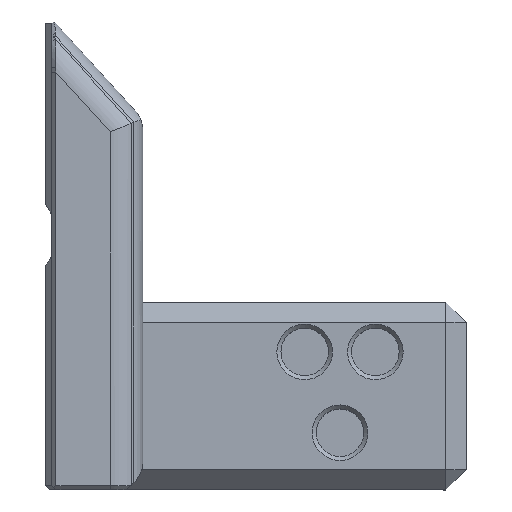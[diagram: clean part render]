
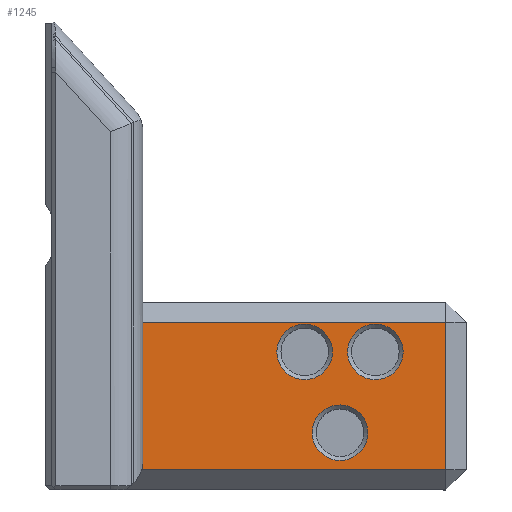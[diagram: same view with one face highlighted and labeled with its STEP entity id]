
A CAD part, top view. The second image highlights one B-rep face of the part: STEP entity #1245.
In plain terms, the highlighted face is planar.
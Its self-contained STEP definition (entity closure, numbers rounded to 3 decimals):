
#79=FACE_BOUND('',#215,.T.);
#80=FACE_BOUND('',#216,.T.);
#81=FACE_BOUND('',#217,.T.);
#85=PLANE('',#1341);
#135=FACE_OUTER_BOUND('',#214,.T.);
#214=EDGE_LOOP('',(#876,#877,#878,#879,#880));
#215=EDGE_LOOP('',(#881));
#216=EDGE_LOOP('',(#882));
#217=EDGE_LOOP('',(#883));
#299=LINE('',#1809,#428);
#300=LINE('',#1811,#429);
#301=LINE('',#1813,#430);
#302=LINE('',#1815,#431);
#428=VECTOR('',#1460,10.);
#429=VECTOR('',#1461,10.);
#430=VECTOR('',#1462,10.);
#431=VECTOR('',#1463,10.);
#557=CIRCLE('',#1340,2.75);
#558=CIRCLE('',#1342,3.);
#559=CIRCLE('',#1343,2.75);
#560=CIRCLE('',#1344,2.75);
#578=VERTEX_POINT('',#1803);
#579=VERTEX_POINT('',#1807);
#580=VERTEX_POINT('',#1808);
#581=VERTEX_POINT('',#1810);
#582=VERTEX_POINT('',#1812);
#583=VERTEX_POINT('',#1814);
#584=VERTEX_POINT('',#1817);
#585=VERTEX_POINT('',#1819);
#690=EDGE_CURVE('',#578,#578,#557,.T.);
#691=EDGE_CURVE('',#579,#580,#299,.T.);
#692=EDGE_CURVE('',#581,#579,#300,.T.);
#693=EDGE_CURVE('',#582,#581,#301,.T.);
#694=EDGE_CURVE('',#582,#583,#302,.F.);
#695=EDGE_CURVE('',#583,#580,#558,.F.);
#696=EDGE_CURVE('',#584,#584,#559,.T.);
#697=EDGE_CURVE('',#585,#585,#560,.T.);
#876=ORIENTED_EDGE('',*,*,#691,.F.);
#877=ORIENTED_EDGE('',*,*,#692,.F.);
#878=ORIENTED_EDGE('',*,*,#693,.F.);
#879=ORIENTED_EDGE('',*,*,#694,.T.);
#880=ORIENTED_EDGE('',*,*,#695,.T.);
#881=ORIENTED_EDGE('',*,*,#696,.F.);
#882=ORIENTED_EDGE('',*,*,#697,.F.);
#883=ORIENTED_EDGE('',*,*,#690,.F.);
#1245=ADVANCED_FACE('',(#135,#79,#80,#81),#85,.F.);
#1340=AXIS2_PLACEMENT_3D('',#1805,#1456,#1457);
#1341=AXIS2_PLACEMENT_3D('',#1806,#1458,#1459);
#1342=AXIS2_PLACEMENT_3D('',#1816,#1464,#1465);
#1343=AXIS2_PLACEMENT_3D('',#1818,#1466,#1467);
#1344=AXIS2_PLACEMENT_3D('',#1820,#1468,#1469);
#1456=DIRECTION('center_axis',(0.,0.,
-1.));
#1457=DIRECTION('ref_axis',(1.,0.,0.));
#1458=DIRECTION('center_axis',(0.,0.,
1.));
#1459=DIRECTION('ref_axis',(-1.,0.,0.));
#1460=DIRECTION('',(1.,0.,0.));
#1461=DIRECTION('',(0.,-1.,0.));
#1462=DIRECTION('',(-1.,0.,0.));
#1463=DIRECTION('',(0.,1.,0.));
#1464=DIRECTION('center_axis',(0.,0.,
-1.));
#1465=DIRECTION('ref_axis',(-0.924,-0.383,0.));
#1466=DIRECTION('center_axis',(0.,0.,
-1.));
#1467=DIRECTION('ref_axis',(1.,0.,0.));
#1468=DIRECTION('center_axis',(0.,0.,
-1.));
#1469=DIRECTION('ref_axis',(1.,0.,0.));
#1803=CARTESIAN_POINT('',(12.234,204.064,-21.));
#1805=CARTESIAN_POINT('Origin',(14.984,204.064,-21.));
#1806=CARTESIAN_POINT('Origin',(22.5,215.,-21.));
#1807=CARTESIAN_POINT('',(1.,192.4,-21.));
#1808=CARTESIAN_POINT('',(31.121,192.4,-21.));
#1809=CARTESIAN_POINT('',(31.25,192.4,-21.));
#1810=CARTESIAN_POINT('',(1.,207.,-21.));
#1811=CARTESIAN_POINT('',(1.,127.5,-21.));
#1812=CARTESIAN_POINT('',(31.,207.,-21.));
#1813=CARTESIAN_POINT('',(26.25,207.,-21.));
#1814=CARTESIAN_POINT('',(31.,193.243,-21.));
#1815=CARTESIAN_POINT('',(31.,230.,-21.));
#1816=CARTESIAN_POINT('Origin',(34.,193.243,-21.));
#1817=CARTESIAN_POINT('',(5.234,204.064,-21.));
#1818=CARTESIAN_POINT('Origin',(7.984,204.064,-21.));
#1819=CARTESIAN_POINT('',(8.734,196.064,-21.));
#1820=CARTESIAN_POINT('Origin',(11.484,196.064,-21.));
